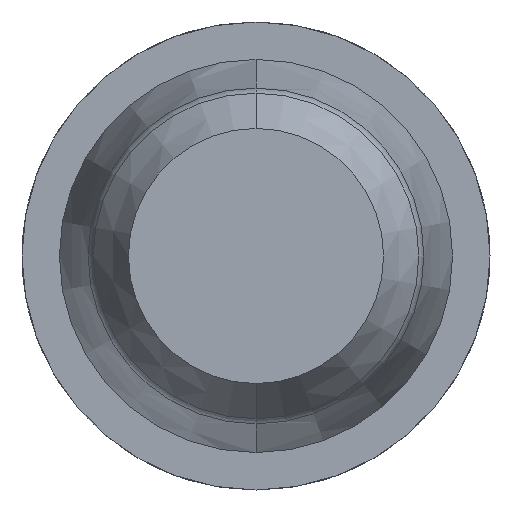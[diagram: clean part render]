
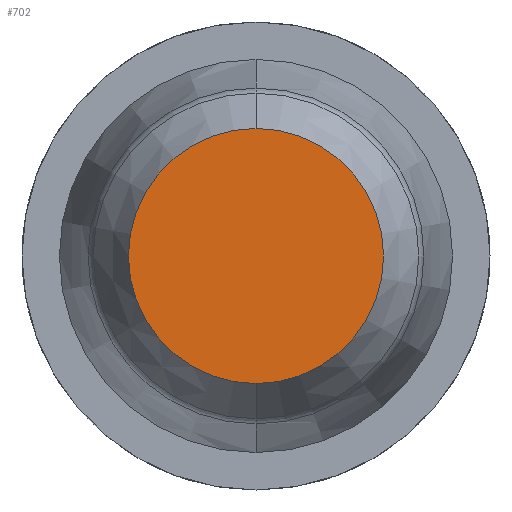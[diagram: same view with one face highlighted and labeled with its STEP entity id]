
A CAD part, front view. The second image highlights one B-rep face of the part: STEP entity #702.
In plain terms, the highlighted planar face has unit normal (0, -1, 0).
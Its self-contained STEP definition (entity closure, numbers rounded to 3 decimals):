
#56 = ORIENTED_EDGE ( 'NONE', *, *, #1056, .F. ) ;
#127 = PLANE ( 'NONE',  #2473 ) ;
#492 = AXIS2_PLACEMENT_3D ( 'NONE', #2177, #2479, #3348 ) ;
#702 = ADVANCED_FACE ( 'Defeature ausgef�hrt3_0', ( #1443 ), #127, .F. ) ;
#835 = CIRCLE ( 'NONE', #492, 0.627 ) ;
#911 = CARTESIAN_POINT ( 'NONE',  ( 0., -30.5, 0. ) ) ;
#1015 = CARTESIAN_POINT ( 'NONE',  ( 0., -30.5, 0.627 ) ) ;
#1056 = EDGE_CURVE ( 'Defeature ausgef�hrt3_1+Defeature ausgef�hrt3_0+Defeature ausgef�hrt3_0+Defeature ausgef�hrt3_0', #3666, #2038, #2046, .T. ) ;
#1216 = DIRECTION ( 'NONE',  ( 0., 1., 0. ) ) ;
#1417 = ORIENTED_EDGE ( 'NONE', *, *, #2896, .F. ) ;
#1443 = FACE_OUTER_BOUND ( 'NONE', #3365, .T. ) ;
#1622 = CARTESIAN_POINT ( 'NONE',  ( 0., -30.5, 0. ) ) ;
#2038 = VERTEX_POINT ( 'NONE', #3174 ) ;
#2046 = CIRCLE ( 'NONE', #3071, 0.627 ) ;
#2083 = DIRECTION ( 'NONE',  ( 0., 0., 1. ) ) ;
#2177 = CARTESIAN_POINT ( 'NONE',  ( 0., -30.5, 0. ) ) ;
#2226 = DIRECTION ( 'NONE',  ( 0., 0., 1. ) ) ;
#2238 = DIRECTION ( 'NONE',  ( 0., 1., 0. ) ) ;
#2473 = AXIS2_PLACEMENT_3D ( 'NONE', #1622, #2238, #2226 ) ;
#2479 = DIRECTION ( 'NONE',  ( 0., 1., 0. ) ) ;
#2896 = EDGE_CURVE ( 'Defeature ausgef�hrt3_1+Defeature ausgef�hrt3_0+Defeature ausgef�hrt3_0+Defeature ausgef�hrt3_0', #2038, #3666, #835, .T. ) ;
#3071 = AXIS2_PLACEMENT_3D ( 'NONE', #911, #1216, #2083 ) ;
#3174 = CARTESIAN_POINT ( 'NONE',  ( 0., -30.5, -0.627 ) ) ;
#3348 = DIRECTION ( 'NONE',  ( 0., 0., 1. ) ) ;
#3365 = EDGE_LOOP ( 'NONE', ( #56, #1417 ) ) ;
#3666 = VERTEX_POINT ( 'NONE', #1015 ) ;
